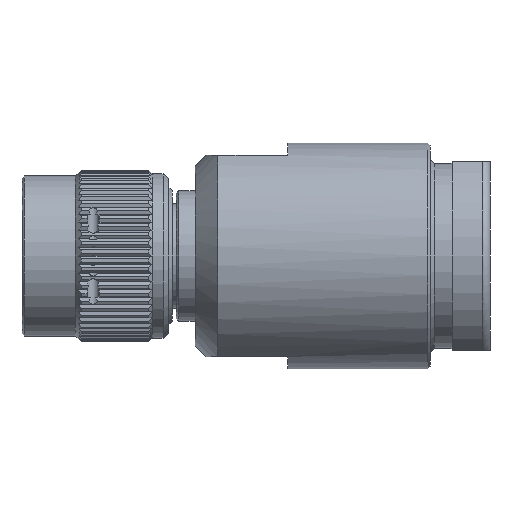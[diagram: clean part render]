
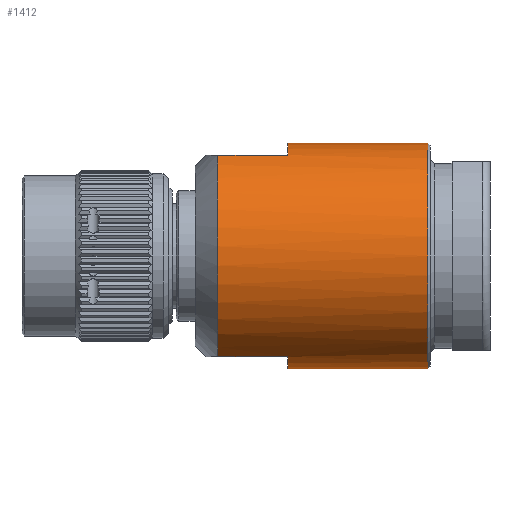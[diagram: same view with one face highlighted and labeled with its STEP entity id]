
A CAD part, front view. The second image highlights one B-rep face of the part: STEP entity #1412.
In plain terms, the highlighted cylindrical face has radius 9.5 mm (diameter 19 mm), a partial arc.
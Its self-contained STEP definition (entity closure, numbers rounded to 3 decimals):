
#1069 = EDGE_CURVE ( 'NONE', #6040, #6052, #6631, .T. ) ;
#1075 = EDGE_CURVE ( 'NONE', #6031, #6037, #6634, .T. ) ;
#1412 = ADVANCED_FACE ( 'NONE', ( #6924 ), #6925, .T. ) ;
#1806 = AXIS2_PLACEMENT_3D ( 'NONE', #8957, #8958, #8959 ) ;
#2369 = VERTEX_POINT ( 'NONE', #9545 ) ;
#2370 = VERTEX_POINT ( 'NONE', #9546 ) ;
#2371 = VERTEX_POINT ( 'NONE', #9547 ) ;
#2372 = VERTEX_POINT ( 'NONE', #9548 ) ;
#3854 = EDGE_CURVE ( 'NONE', #2369, #6037, #11072, .T. ) ;
#3856 = EDGE_CURVE ( 'NONE', #6052, #2370, #11079, .T. ) ;
#3858 = EDGE_CURVE ( 'NONE', #6040, #6031, #11077, .T. ) ;
#3859 = EDGE_CURVE ( 'NONE', #2371, #2369, #7321, .T. ) ;
#3862 = EDGE_CURVE ( 'NONE', #2372, #2370, #7322, .T. ) ;
#3863 = EDGE_CURVE ( 'NONE', #2372, #2371, #11085, .T. ) ;
#5069 = ORIENTED_EDGE ( 'NONE', *, *, #3854, .F. ) ;
#5070 = ORIENTED_EDGE ( 'NONE', *, *, #1069, .F. ) ;
#5071 = ORIENTED_EDGE ( 'NONE', *, *, #3858, .T. ) ;
#5072 = ORIENTED_EDGE ( 'NONE', *, *, #1075, .T. ) ;
#5073 = ORIENTED_EDGE ( 'NONE', *, *, #3859, .F. ) ;
#5074 = ORIENTED_EDGE ( 'NONE', *, *, #3863, .F. ) ;
#5076 = ORIENTED_EDGE ( 'NONE', *, *, #3862, .T. ) ;
#5077 = ORIENTED_EDGE ( 'NONE', *, *, #3856, .F. ) ;
#5912 = EDGE_LOOP ( 'NONE', ( #5070, #5071, #5072, #5069, #5073, #5074, #5076, #5077 ) ) ;
#6031 = VERTEX_POINT ( 'NONE', #12968 ) ;
#6037 = VERTEX_POINT ( 'NONE', #12974 ) ;
#6040 = VERTEX_POINT ( 'NONE', #12977 ) ;
#6052 = VERTEX_POINT ( 'NONE', #12989 ) ;
#6631 = LINE ( 'NONE', #7544, #13469 ) ;
#6634 = LINE ( 'NONE', #7559, #13507 ) ;
#6924 = FACE_OUTER_BOUND ( 'NONE', #5912, .T. ) ;
#6925 = CYLINDRICAL_SURFACE ( 'NONE', #1806, 9.5 ) ;
#7321 = LINE ( 'NONE', #10792, #11086 ) ;
#7322 = LINE ( 'NONE', #10810, #11088 ) ;
#7544 = CARTESIAN_POINT ( 'NONE',  ( 0., 0., -18. ) ) ;
#7545 = DIRECTION ( 'NONE',  ( -1., 0., 0. ) ) ;
#7559 = CARTESIAN_POINT ( 'NONE',  ( 0., 0., 1. ) ) ;
#7560 = DIRECTION ( 'NONE',  ( -1., 0., 0. ) ) ;
#8957 = CARTESIAN_POINT ( 'NONE',  ( 0., 0., -8.5 ) ) ;
#8958 = DIRECTION ( 'NONE',  ( -1., 0., 0. ) ) ;
#8959 = DIRECTION ( 'NONE',  ( 0., 0., 1. ) ) ;
#9545 = CARTESIAN_POINT ( 'NONE',  ( 22., -4.243, 0. ) ) ;
#9546 = CARTESIAN_POINT ( 'NONE',  ( 22., -4.243, -17. ) ) ;
#9547 = CARTESIAN_POINT ( 'NONE',  ( 16.1, -4.243, 0. ) ) ;
#9548 = CARTESIAN_POINT ( 'NONE',  ( 16.1, -4.243, -17. ) ) ;
#10779 = CARTESIAN_POINT ( 'NONE',  ( 22., 0., -8.5 ) ) ;
#10780 = DIRECTION ( 'NONE',  ( -1., 0., 0. ) ) ;
#10781 = DIRECTION ( 'NONE',  ( 0., 0., 1. ) ) ;
#10784 = CARTESIAN_POINT ( 'NONE',  ( 22., 0., -8.5 ) ) ;
#10785 = DIRECTION ( 'NONE',  ( -1., 0., 0. ) ) ;
#10786 = DIRECTION ( 'NONE',  ( 0., 0., 1. ) ) ;
#10789 = CARTESIAN_POINT ( 'NONE',  ( 33.8, 0., -8.5 ) ) ;
#10790 = DIRECTION ( 'NONE',  ( -1., 0., 0. ) ) ;
#10791 = DIRECTION ( 'NONE',  ( 0., 0., 1. ) ) ;
#10792 = CARTESIAN_POINT ( 'NONE',  ( -0.001, -4.243, 0. ) ) ;
#10793 = DIRECTION ( 'NONE',  ( 1., 0., 0. ) ) ;
#10810 = CARTESIAN_POINT ( 'NONE',  ( -0.001, -4.243, -17. ) ) ;
#10811 = DIRECTION ( 'NONE',  ( 1., 0., 0. ) ) ;
#10812 = CARTESIAN_POINT ( 'NONE',  ( 16.1, 0., -8.5 ) ) ;
#10813 = DIRECTION ( 'NONE',  ( -1., 0., 0. ) ) ;
#10814 = DIRECTION ( 'NONE',  ( 0., 0., 1. ) ) ;
#11072 = CIRCLE ( 'NONE', #11078, 9.5 ) ;
#11077 = CIRCLE ( 'NONE', #11084, 9.5 ) ;
#11078 = AXIS2_PLACEMENT_3D ( 'NONE', #10779, #10780, #10781 ) ;
#11079 = CIRCLE ( 'NONE', #11081, 9.5 ) ;
#11081 = AXIS2_PLACEMENT_3D ( 'NONE', #10784, #10785, #10786 ) ;
#11084 = AXIS2_PLACEMENT_3D ( 'NONE', #10789, #10790, #10791 ) ;
#11085 = CIRCLE ( 'NONE', #11089, 9.5 ) ;
#11086 = VECTOR ( 'NONE', #10793, 1000. ) ;
#11088 = VECTOR ( 'NONE', #10811, 1000. ) ;
#11089 = AXIS2_PLACEMENT_3D ( 'NONE', #10812, #10813, #10814 ) ;
#12968 = CARTESIAN_POINT ( 'NONE',  ( 33.8, 0., 1. ) ) ;
#12974 = CARTESIAN_POINT ( 'NONE',  ( 22., 0., 1. ) ) ;
#12977 = CARTESIAN_POINT ( 'NONE',  ( 33.8, 0., -18. ) ) ;
#12989 = CARTESIAN_POINT ( 'NONE',  ( 22., 0., -18. ) ) ;
#13469 = VECTOR ( 'NONE', #7545, 1000. ) ;
#13507 = VECTOR ( 'NONE', #7560, 1000. ) ;
